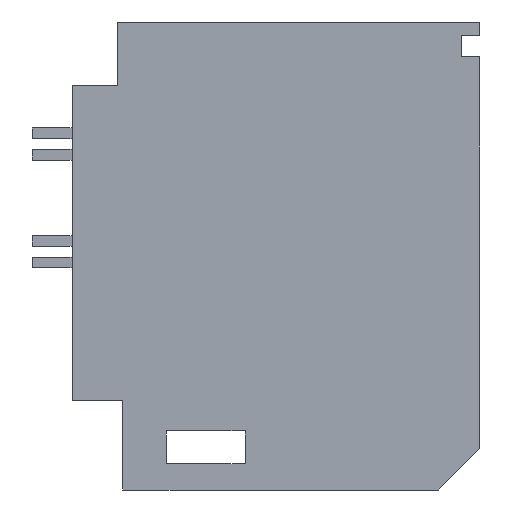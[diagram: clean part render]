
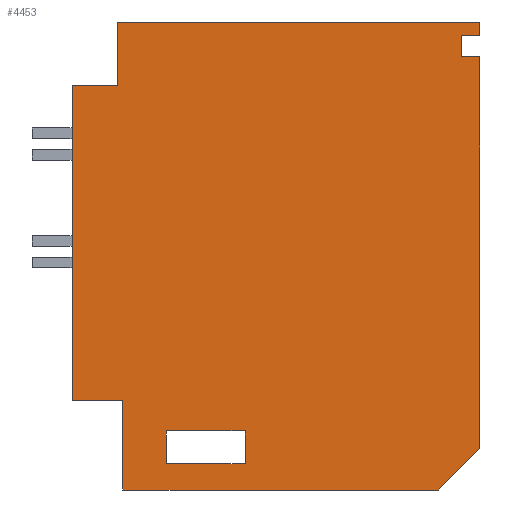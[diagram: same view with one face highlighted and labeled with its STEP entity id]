
A CAD part, left-side view. The second image highlights one B-rep face of the part: STEP entity #4453.
In plain terms, the highlighted planar face has unit normal (-1, 0, 0).
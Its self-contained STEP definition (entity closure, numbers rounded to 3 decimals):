
#22=DIRECTION('',(0.,-1.,0.));
#23=VECTOR('',#22,47.303);
#24=CARTESIAN_POINT('',(0.,-37.,-352.089));
#25=LINE('',#24,#23);
#26=DIRECTION('',(0.,-1.,0.));
#27=VECTOR('',#26,41.857);
#28=CARTESIAN_POINT('',(0.,-37.,-58.794));
#29=LINE('',#28,#27);
#30=DIRECTION('',(0.,0.,-1.));
#31=VECTOR('',#30,58.794);
#32=CARTESIAN_POINT('',(0.,-78.857,0.));
#33=LINE('',#32,#31);
#34=DIRECTION('',(0.,-1.,0.));
#35=VECTOR('',#34,337.143);
#36=CARTESIAN_POINT('',(0.,-78.857,0.));
#37=LINE('',#36,#35);
#38=DIRECTION('',(0.,0.,-1.));
#39=VECTOR('',#38,12.116);
#40=CARTESIAN_POINT('',(0.,-416.,0.));
#41=LINE('',#40,#39);
#42=DIRECTION('',(0.,1.,0.));
#43=VECTOR('',#42,17.397);
#44=CARTESIAN_POINT('',(0.,-416.,-12.116));
#45=LINE('',#44,#43);
#46=DIRECTION('',(0.,0.,1.));
#47=VECTOR('',#46,20.227);
#48=CARTESIAN_POINT('',(0.,-398.603,-32.343));
#49=LINE('',#48,#47);
#50=DIRECTION('',(0.,1.,0.));
#51=VECTOR('',#50,17.397);
#52=CARTESIAN_POINT('',(0.,-416.,-32.343));
#53=LINE('',#52,#51);
#54=DIRECTION('',(0.,0.,-1.));
#55=VECTOR('',#54,364.255);
#56=CARTESIAN_POINT('',(0.,-416.,-32.343));
#57=LINE('',#56,#55);
#58=DIRECTION('',(0.,-0.707,0.707));
#59=VECTOR('',#58,54.309);
#60=CARTESIAN_POINT('',(0.,-377.598,-435.));
#61=LINE('',#60,#59);
#62=DIRECTION('',(0.,1.,0.));
#63=VECTOR('',#62,293.295);
#64=CARTESIAN_POINT('',(0.,-377.598,-435.));
#65=LINE('',#64,#63);
#66=DIRECTION('',(0.,0.,1.));
#67=VECTOR('',#66,82.911);
#68=CARTESIAN_POINT('',(0.,-84.303,-435.));
#69=LINE('',#68,#67);
#70=DIRECTION('',(0.,0.,1.));
#71=VECTOR('',#70,30.341);
#72=CARTESIAN_POINT('',(0.,-124.757,-410.437));
#73=LINE('',#72,#71);
#74=DIRECTION('',(0.,1.,0.));
#75=VECTOR('',#74,73.129);
#76=CARTESIAN_POINT('',(0.,-197.886,-410.437));
#77=LINE('',#76,#75);
#78=DIRECTION('',(0.,0.,-1.));
#79=VECTOR('',#78,30.341);
#80=CARTESIAN_POINT('',(0.,-197.886,-380.096));
#81=LINE('',#80,#79);
#82=DIRECTION('',(0.,-1.,0.));
#83=VECTOR('',#82,73.129);
#84=CARTESIAN_POINT('',(0.,-124.757,-380.096));
#85=LINE('',#84,#83);
#642=DIRECTION('',(0.,0.,-1.));
#643=VECTOR('',#642,293.295);
#644=CARTESIAN_POINT('',(0.,-37.,-58.794));
#645=LINE('',#644,#643);
#3382=CARTESIAN_POINT('',(0.,-416.,0.));
#3384=VERTEX_POINT('',#3382);
#4182=CARTESIAN_POINT('',(0.,-78.857,0.));
#4183=VERTEX_POINT('',#4182);
#4184=CARTESIAN_POINT('',(0.,-416.,-12.116));
#4185=VERTEX_POINT('',#4184);
#4186=CARTESIAN_POINT('',(0.,-84.303,-435.));
#4187=VERTEX_POINT('',#4186);
#4188=CARTESIAN_POINT('',(0.,-37.,-352.089));
#4189=VERTEX_POINT('',#4188);
#4190=CARTESIAN_POINT('',(0.,-37.,-58.794));
#4191=VERTEX_POINT('',#4190);
#4192=CARTESIAN_POINT('',(0.,-84.303,-352.089));
#4193=VERTEX_POINT('',#4192);
#4194=CARTESIAN_POINT('',(0.,-78.857,-58.794));
#4195=VERTEX_POINT('',#4194);
#4196=CARTESIAN_POINT('',(0.,-124.757,-410.437));
#4197=VERTEX_POINT('',#4196);
#4198=CARTESIAN_POINT('',(0.,-124.757,-380.096));
#4199=VERTEX_POINT('',#4198);
#4200=CARTESIAN_POINT('',(0.,-197.886,-380.096));
#4201=VERTEX_POINT('',#4200);
#4202=CARTESIAN_POINT('',(0.,-197.886,-410.437));
#4203=VERTEX_POINT('',#4202);
#4204=CARTESIAN_POINT('',(0.,-398.603,-12.116));
#4205=VERTEX_POINT('',#4204);
#4206=CARTESIAN_POINT('',(0.,-377.598,-435.));
#4207=CARTESIAN_POINT('',(0.,-416.,-396.598));
#4208=VERTEX_POINT('',#4206);
#4209=VERTEX_POINT('',#4207);
#4210=CARTESIAN_POINT('',(0.,-398.603,-32.343));
#4211=VERTEX_POINT('',#4210);
#4212=CARTESIAN_POINT('',(0.,-416.,-32.343));
#4213=VERTEX_POINT('',#4212);
#4410=CARTESIAN_POINT('',(0.,0.,0.));
#4411=DIRECTION('',(1.,0.,0.));
#4412=DIRECTION('',(0.,-1.,0.));
#4413=AXIS2_PLACEMENT_3D('',#4410,#4411,#4412);
#4414=PLANE('',#4413);
#4416=ORIENTED_EDGE('',*,*,#4415,.F.);
#4418=ORIENTED_EDGE('',*,*,#4417,.F.);
#4420=ORIENTED_EDGE('',*,*,#4419,.T.);
#4422=ORIENTED_EDGE('',*,*,#4421,.F.);
#4424=ORIENTED_EDGE('',*,*,#4423,.T.);
#4426=ORIENTED_EDGE('',*,*,#4425,.T.);
#4428=ORIENTED_EDGE('',*,*,#4427,.T.);
#4430=ORIENTED_EDGE('',*,*,#4429,.F.);
#4432=ORIENTED_EDGE('',*,*,#4431,.F.);
#4434=ORIENTED_EDGE('',*,*,#4433,.T.);
#4436=ORIENTED_EDGE('',*,*,#4435,.F.);
#4438=ORIENTED_EDGE('',*,*,#4437,.T.);
#4440=ORIENTED_EDGE('',*,*,#4439,.T.);
#4441=EDGE_LOOP('',(#4416,#4418,#4420,#4422,#4424,#4426,#4428,#4430,#4432,#4434,
#4436,#4438,#4440));
#4442=FACE_OUTER_BOUND('',#4441,.F.);
#4444=ORIENTED_EDGE('',*,*,#4443,.F.);
#4446=ORIENTED_EDGE('',*,*,#4445,.F.);
#4448=ORIENTED_EDGE('',*,*,#4447,.F.);
#4450=ORIENTED_EDGE('',*,*,#4449,.F.);
#4451=EDGE_LOOP('',(#4444,#4446,#4448,#4450));
#4452=FACE_BOUND('',#4451,.F.);
#4453=ADVANCED_FACE('',(#4442,#4452),#4414,.F.);
#4415=EDGE_CURVE('',#4189,#4193,#25,.T.);
#4417=EDGE_CURVE('',#4191,#4189,#645,.T.);
#4419=EDGE_CURVE('',#4191,#4195,#29,.T.);
#4421=EDGE_CURVE('',#4183,#4195,#33,.T.);
#4423=EDGE_CURVE('',#4183,#3384,#37,.T.);
#4425=EDGE_CURVE('',#3384,#4185,#41,.T.);
#4427=EDGE_CURVE('',#4185,#4205,#45,.T.);
#4429=EDGE_CURVE('',#4211,#4205,#49,.T.);
#4431=EDGE_CURVE('',#4213,#4211,#53,.T.);
#4433=EDGE_CURVE('',#4213,#4209,#57,.T.);
#4435=EDGE_CURVE('',#4208,#4209,#61,.T.);
#4437=EDGE_CURVE('',#4208,#4187,#65,.T.);
#4439=EDGE_CURVE('',#4187,#4193,#69,.T.);
#4443=EDGE_CURVE('',#4197,#4199,#73,.T.);
#4445=EDGE_CURVE('',#4203,#4197,#77,.T.);
#4447=EDGE_CURVE('',#4201,#4203,#81,.T.);
#4449=EDGE_CURVE('',#4199,#4201,#85,.T.);
